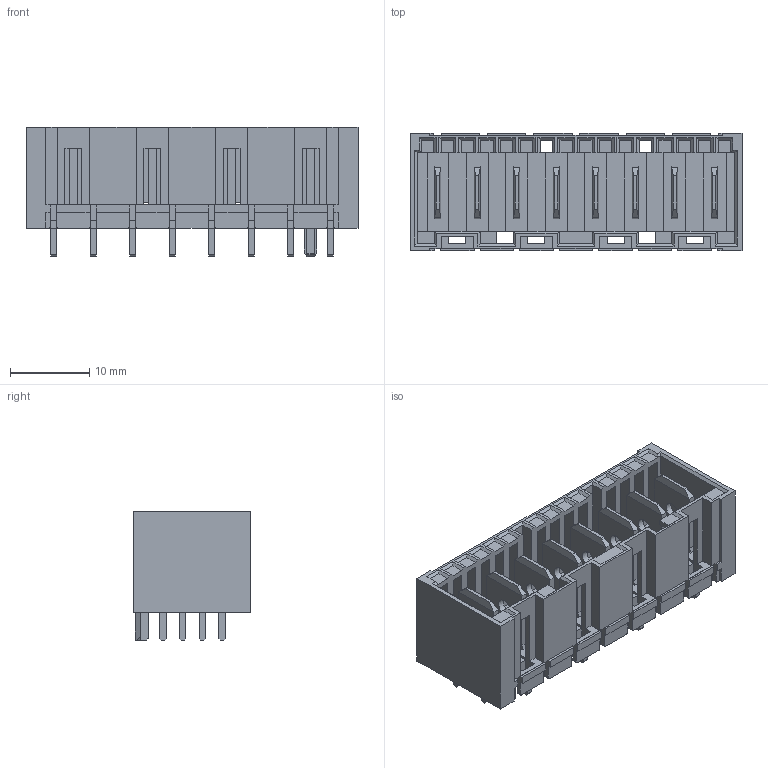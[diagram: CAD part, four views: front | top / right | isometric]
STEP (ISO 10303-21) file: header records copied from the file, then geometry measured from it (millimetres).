
FILE_DESCRIPTION(/* description */ ('Unknown'),/* implementation_level */ '2;1');
FILE_NAME(/* name */ 'J_Wurth_WR-RAST_637101110108',/* time_stamp */ '2025-08-29T11:37:31+08:00',/* author */ ('Unknown'),/* organization */ ('Unknown'),/* preprocessor_version */ 'ST-DEVELOPER v19.4',/* originating_system */ 'Solid Edge',/* authorisation */ 'Unknown');
FILE_SCHEMA (('AUTOMOTIVE_DESIGN {1 0 10303 214 3 1 1}'));
Length unit declared in the file: millimetre
Products named in the file (2): J_Wurth_WR-RAST_637101110108
Assembly tree (1 placements, depth 2):
  J_Wurth_WR-RAST_637101110108
    J_Wurth_WR-RAST_637101110108
Bounding box: 42 x 14.9 x 16.4 mm (x, y, z)
Volume: 2537.7 mm3; surface area: 6506.1 mm2
Topology: 1 solids, 1 shells, 923 faces, 2771 edges, 1799 vertices
Faces by surface type: plane 851, cylinder 72
Full cylindrical faces by diameter (mm): 2 x8
Entity records: 37108 total; most frequent: ORIENTED_EDGE 5526, CARTESIAN_POINT 5487, DIRECTION 4759, EDGE_CURVE 2763, LINE 2617, VECTOR 2617, VERTEX_POINT 1799, AXIS2_PLACEMENT_3D 1071
